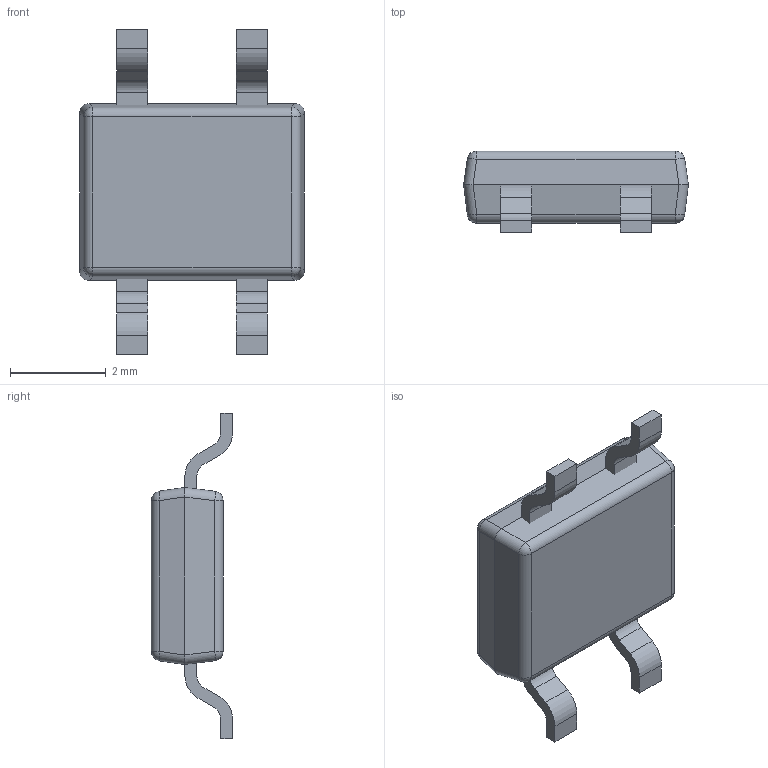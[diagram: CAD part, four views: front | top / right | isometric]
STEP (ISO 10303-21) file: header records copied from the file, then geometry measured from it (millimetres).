
FILE_DESCRIPTION (( 'STEP AP214' ), '1' );
FILE_NAME ('MBF (SOP-4).STEP', '2019-08-02T18:45:27', ( 'AVRASM1234' ), ( '' ), 'SwSTEP 2.0', 'SolidWorks 2017', '' );
FILE_SCHEMA (( 'AUTOMOTIVE_DESIGN' ));
Length unit declared in the file: millimetre
Products named in the file (1): MBF (SOP-4)
Bounding box: 4.7 x 1.7 x 6.8 mm (x, y, z)
Volume: 26.1 mm3; surface area: 71.3 mm2
Topology: 5 solids, 5 shells, 126 faces, 320 edges, 200 vertices
Faces by surface type: plane 74, cylinder 32, bspline 12, sphere 8
Entity records: 4746 total; most frequent: CARTESIAN_POINT 1335, ORIENTED_EDGE 624, DIRECTION 570, EDGE_CURVE 312, LINE 228, VECTOR 228, VERTEX_POINT 200, AXIS2_PLACEMENT_3D 171
